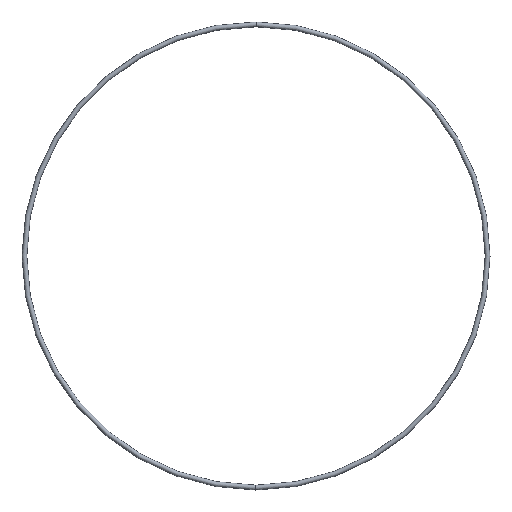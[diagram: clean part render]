
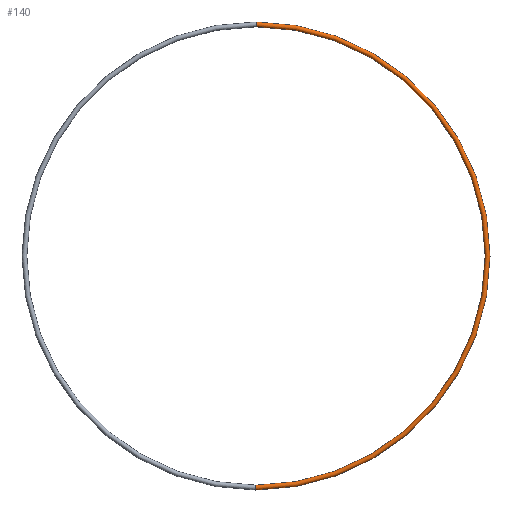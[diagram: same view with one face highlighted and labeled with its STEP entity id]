
A CAD part, left-side view. The second image highlights one B-rep face of the part: STEP entity #140.
In plain terms, the highlighted toroidal (fillet/blend) face has major radius 334.495 mm and minor radius 3.495 mm.
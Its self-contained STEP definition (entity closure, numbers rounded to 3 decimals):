
#1 = FACE_OUTER_BOUND ( 'NONE', #67, .T. ) ;
#8 = VERTEX_POINT ( 'NONE', #18 ) ;
#9 = DIRECTION ( 'NONE',  ( 0., 0., 1. ) ) ;
#10 = CARTESIAN_POINT ( 'NONE',  ( 0., 0., -334.495 ) ) ;
#11 = CARTESIAN_POINT ( 'NONE',  ( 0., 0., 337.99 ) ) ;
#15 = CARTESIAN_POINT ( 'NONE',  ( 0., 0., -337.99 ) ) ;
#16 = CARTESIAN_POINT ( 'NONE',  ( 0., 0., 0. ) ) ;
#17 = VERTEX_POINT ( 'NONE', #11 ) ;
#18 = CARTESIAN_POINT ( 'NONE',  ( 0., 0., 331. ) ) ;
#19 = CARTESIAN_POINT ( 'NONE',  ( 0., 0., -331. ) ) ;
#26 = CARTESIAN_POINT ( 'NONE',  ( 0., 0., 334.495 ) ) ;
#28 = DIRECTION ( 'NONE',  ( -1., 0., 0. ) ) ;
#29 = DIRECTION ( 'NONE',  ( 0., 0., -1. ) ) ;
#30 = DIRECTION ( 'NONE',  ( 0., -1., 0. ) ) ;
#31 = VERTEX_POINT ( 'NONE', #15 ) ;
#33 = VERTEX_POINT ( 'NONE', #19 ) ;
#37 = DIRECTION ( 'NONE',  ( 0., 1., 0. ) ) ;
#38 = DIRECTION ( 'NONE',  ( 0., 0., 1. ) ) ;
#39 = CARTESIAN_POINT ( 'NONE',  ( 0., 0., 0. ) ) ;
#41 = DIRECTION ( 'NONE',  ( -1., 0., 0. ) ) ;
#42 = DIRECTION ( 'NONE',  ( 0., 0., 1. ) ) ;
#47 = DIRECTION ( 'NONE',  ( -1., 0., 0. ) ) ;
#50 = CARTESIAN_POINT ( 'NONE',  ( 0., 0., 0. ) ) ;
#52 = DIRECTION ( 'NONE',  ( 0., 0., 1. ) ) ;
#64 = ORIENTED_EDGE ( 'NONE', *, *, #112, .T. ) ;
#67 = EDGE_LOOP ( 'NONE', ( #74, #103, #64, #98 ) ) ;
#70 = CIRCLE ( 'NONE', #113, 331. ) ;
#74 = ORIENTED_EDGE ( 'NONE', *, *, #116, .F. ) ;
#81 = CIRCLE ( 'NONE', #123, 337.99 ) ;
#87 = CIRCLE ( 'NONE', #110, 3.495 ) ;
#88 = TOROIDAL_SURFACE ( 'NONE', #127, 334.495, 3.495 ) ;
#98 = ORIENTED_EDGE ( 'NONE', *, *, #111, .F. ) ;
#99 = CIRCLE ( 'NONE', #124, 3.495 ) ;
#103 = ORIENTED_EDGE ( 'NONE', *, *, #117, .T. ) ;
#110 = AXIS2_PLACEMENT_3D ( 'NONE', #26, #30, #29 ) ;
#111 = EDGE_CURVE ( 'NONE', #33, #8, #70, .T. ) ;
#112 = EDGE_CURVE ( 'NONE', #17, #8, #87, .T. ) ;
#113 = AXIS2_PLACEMENT_3D ( 'NONE', #16, #28, #9 ) ;
#116 = EDGE_CURVE ( 'NONE', #31, #33, #99, .T. ) ;
#117 = EDGE_CURVE ( 'NONE', #31, #17, #81, .T. ) ;
#123 = AXIS2_PLACEMENT_3D ( 'NONE', #39, #41, #42 ) ;
#124 = AXIS2_PLACEMENT_3D ( 'NONE', #10, #37, #38 ) ;
#127 = AXIS2_PLACEMENT_3D ( 'NONE', #50, #47, #52 ) ;
#140 = ADVANCED_FACE ( 'NONE', ( #1 ), #88, .T. ) ;
